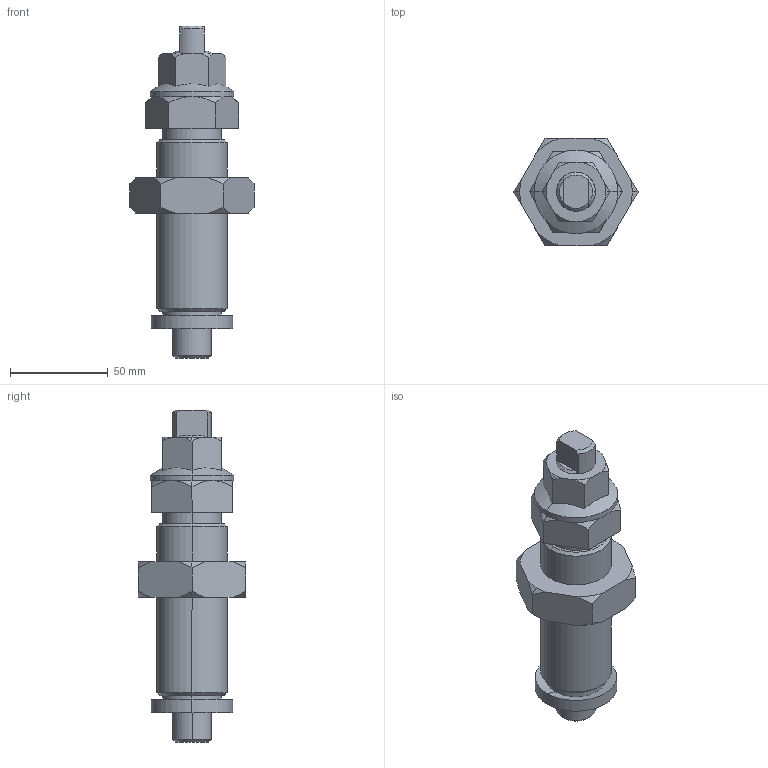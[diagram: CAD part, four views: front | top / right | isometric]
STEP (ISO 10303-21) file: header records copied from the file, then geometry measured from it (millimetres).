
FILE_DESCRIPTION((''),'2;1');
FILE_NAME('3610FA.stp','2000-12-04T11:32:06',(''),(''),'AutoCAD STEP 2000','AutoCAD 2000',', , ');
FILE_SCHEMA(('CONFIG_CONTROL_DESIGN'));
Length unit declared in the file: millimetre
Bounding box: 63.51 x 55 x 170 mm (x, y, z)
Volume: 176341 mm3; surface area: 52356.1 mm2
Topology: 5 solids, 7 shells, 131 faces, 320 edges, 204 vertices
Faces by surface type: plane 61, cone 38, cylinder 20, bspline 10, sphere 2
Entity records: 4009 total; most frequent: CARTESIAN_POINT 968, ORIENTED_EDGE 640, DIRECTION 594, EDGE_CURVE 320, AXIS2_PLACEMENT_3D 214, VERTEX_POINT 204, VECTOR 166, LINE 166
